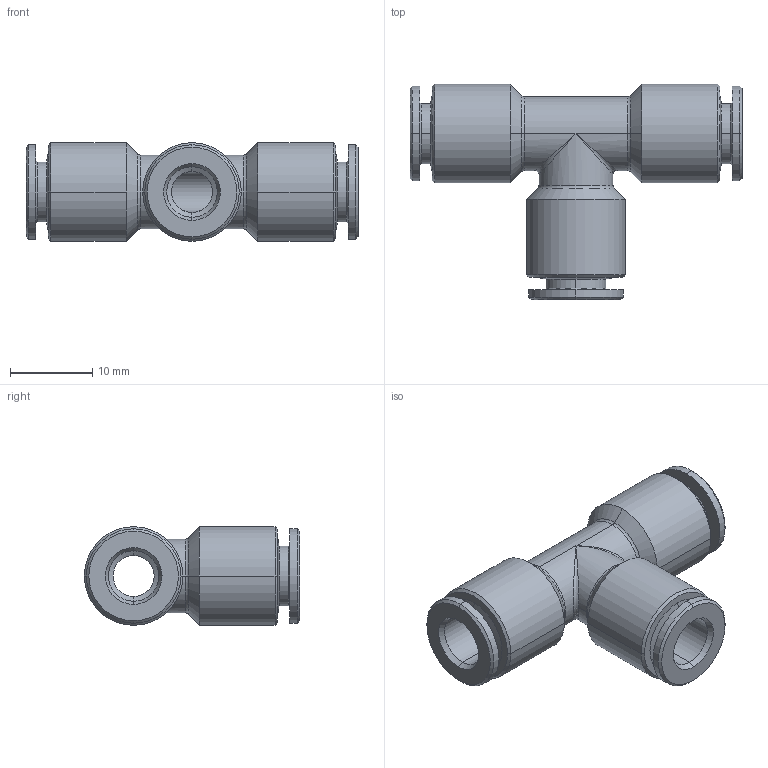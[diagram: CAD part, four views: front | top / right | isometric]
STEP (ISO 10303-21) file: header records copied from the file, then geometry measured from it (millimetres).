
FILE_DESCRIPTION (( 'STEP AP203' ), '1' );
FILE_NAME ('A0190030.STEP', '2009-04-07T12:48:32', ( 'UT1' ), ( 'sopra-pneumatic' ), 'SwSTEP 2.0', 'SolidWorks 2009', '' );
FILE_SCHEMA (( 'CONFIG_CONTROL_DESIGN' ));
Length unit declared in the file: millimetre
Products named in the file (1): A0190030
Bounding box: 40.4 x 26.2 x 12 mm (x, y, z)
Volume: 3532.7 mm3; surface area: 3545.4 mm2
Topology: 1 solids, 1 shells, 93 faces, 196 edges, 106 vertices
Faces by surface type: cone 42, cylinder 34, plane 9, torus 6, bspline 2
Entity records: 2655 total; most frequent: CARTESIAN_POINT 570, DIRECTION 474, ORIENTED_EDGE 384, AXIS2_PLACEMENT_3D 198, EDGE_CURVE 192, CIRCLE 106, VERTEX_POINT 106, EDGE_LOOP 102
